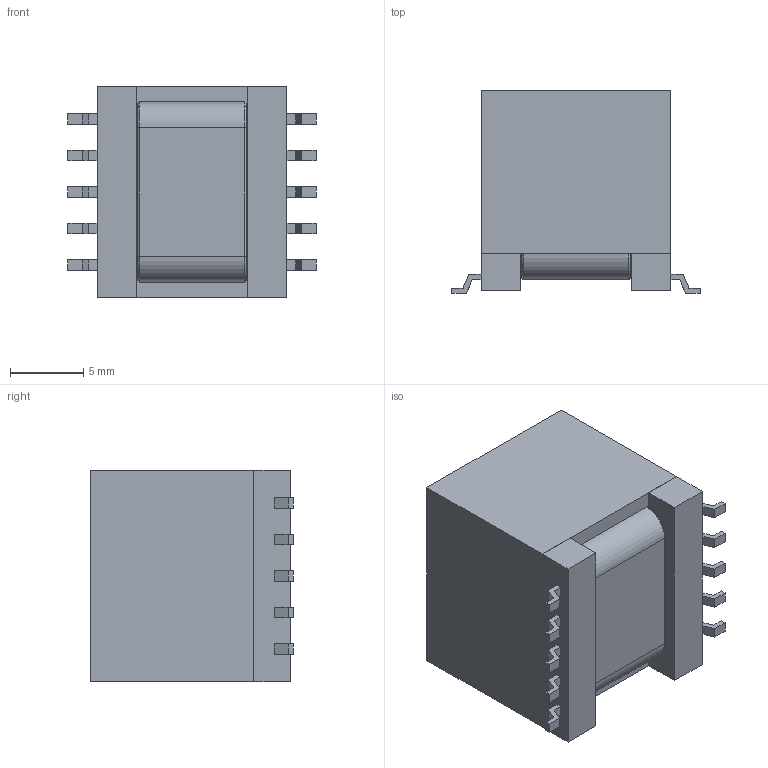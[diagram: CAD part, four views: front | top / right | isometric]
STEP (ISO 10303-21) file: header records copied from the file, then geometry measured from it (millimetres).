
FILE_DESCRIPTION (( 'STEP AP214' ), '1' );
FILE_NAME ('Coilcraft-POE51Q-XXX.STEP', '2019-05-17T14:08:09', ( '' ), ( '' ), 'SwSTEP 2.0', 'SolidWorks 2019', '' );
FILE_SCHEMA (( 'AUTOMOTIVE_DESIGN' ));
Length unit declared in the file: millimetre
Products named in the file (1): Coilcraft-POE51Q-XXX
Bounding box: 17 x 13.87 x 14.5 mm (x, y, z)
Volume: 2457.3 mm3; surface area: 1429 mm2
Topology: 3 solids, 3 shells, 145 faces, 696 edges, 594 vertices
Faces by surface type: plane 137, cylinder 4, bspline 4
Entity records: 10761 total; most frequent: CARTESIAN_POINT 5256, ORIENTED_EDGE 1392, EDGE_CURVE 696, VERTEX_POINT 594, DIRECTION 582, B_SPLINE_CURVE_WITH_KNOTS 398, LINE 282, VECTOR 282
